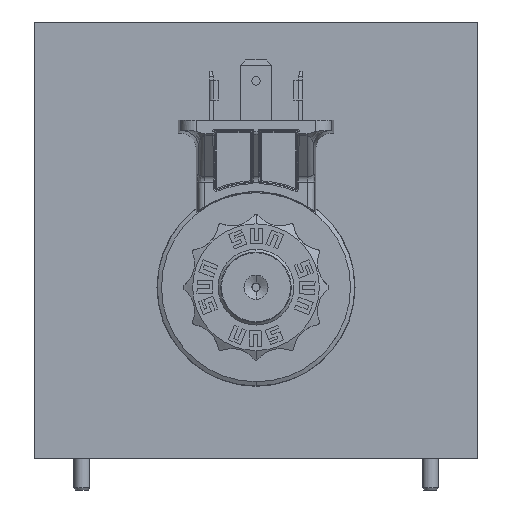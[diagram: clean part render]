
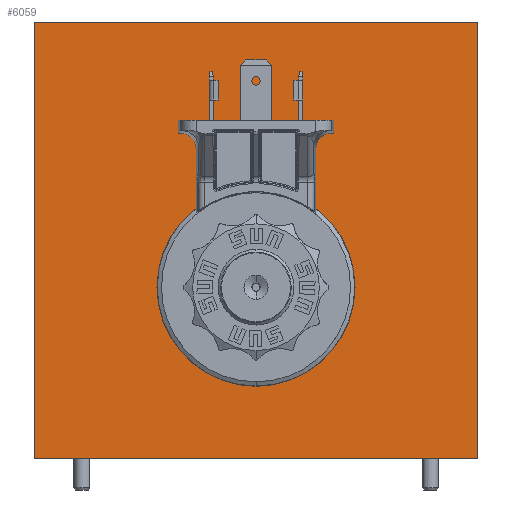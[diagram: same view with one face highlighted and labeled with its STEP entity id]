
A CAD part, front view. The second image highlights one B-rep face of the part: STEP entity #6059.
In plain terms, the highlighted planar face has unit normal (0, -1, 0).
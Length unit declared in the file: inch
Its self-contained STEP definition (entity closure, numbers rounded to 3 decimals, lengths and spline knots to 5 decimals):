
#9=DIRECTION('',(1.,0.,0.));
#10=VECTOR('',#9,3.5);
#11=CARTESIAN_POINT('',(0.,-6.062,0.));
#12=LINE('',#11,#10);
#2404=DIRECTION('',(1.,0.,0.));
#2405=VECTOR('',#2404,3.5);
#2406=CARTESIAN_POINT('',(0.,-6.062,3.445));
#2407=LINE('',#2406,#2405);
#3494=DIRECTION('',(0.,0.,1.));
#3495=VECTOR('',#3494,3.445);
#3496=CARTESIAN_POINT('',(3.5,-6.062,0.));
#3497=LINE('',#3496,#3495);
#3498=DIRECTION('',(0.,0.,1.));
#3499=VECTOR('',#3498,3.445);
#3500=CARTESIAN_POINT('',(0.,-6.062,0.));
#3501=LINE('',#3500,#3499);
#3502=CARTESIAN_POINT('',(1.75,-6.062,1.351));
#3503=DIRECTION('',(0.,1.,0.));
#3504=DIRECTION('',(0.,0.,-1.));
#3505=AXIS2_PLACEMENT_3D('',#3502,#3503,#3504);
#3507=CARTESIAN_POINT('',(1.75,-6.062,1.351));
#3508=DIRECTION('',(0.,1.,0.));
#3509=DIRECTION('',(0.,0.,1.));
#3510=AXIS2_PLACEMENT_3D('',#3507,#3508,#3509);
#3804=CARTESIAN_POINT('',(0.,-6.062,0.));
#3805=CARTESIAN_POINT('',(3.5,-6.062,0.));
#3806=VERTEX_POINT('',#3804);
#3807=VERTEX_POINT('',#3805);
#3808=CARTESIAN_POINT('',(0.,-6.062,3.445));
#3809=CARTESIAN_POINT('',(3.5,-6.062,3.445));
#3810=VERTEX_POINT('',#3808);
#3811=VERTEX_POINT('',#3809);
#3914=CARTESIAN_POINT('',(1.75,-6.062,0.569));
#3915=CARTESIAN_POINT('',(1.75,-6.062,2.133));
#3916=VERTEX_POINT('',#3914);
#3917=VERTEX_POINT('',#3915);
#6041=CARTESIAN_POINT('',(0.,-6.062,0.));
#6042=DIRECTION('',(0.,-1.,0.));
#6043=DIRECTION('',(1.,0.,0.));
#6044=AXIS2_PLACEMENT_3D('',#6041,#6042,#6043);
#6045=PLANE('',#6044);
#6046=ORIENTED_EDGE('',*,*,#4216,.F.);
#6048=ORIENTED_EDGE('',*,*,#6047,.T.);
#6049=ORIENTED_EDGE('',*,*,#5113,.T.);
#6050=ORIENTED_EDGE('',*,*,#6035,.F.);
#6051=EDGE_LOOP('',(#6046,#6048,#6049,#6050));
#6052=FACE_OUTER_BOUND('',#6051,.F.);
#6054=ORIENTED_EDGE('',*,*,#6053,.F.);
#6056=ORIENTED_EDGE('',*,*,#6055,.F.);
#6057=EDGE_LOOP('',(#6054,#6056));
#6058=FACE_BOUND('',#6057,.F.);
#6059=ADVANCED_FACE('',(#6052,#6058),#6045,.T.);
#3506=CIRCLE('',#3505,0.782);
#3511=CIRCLE('',#3510,0.782);
#4216=EDGE_CURVE('',#3806,#3807,#12,.T.);
#5113=EDGE_CURVE('',#3810,#3811,#2407,.T.);
#6035=EDGE_CURVE('',#3807,#3811,#3497,.T.);
#6047=EDGE_CURVE('',#3806,#3810,#3501,.T.);
#6053=EDGE_CURVE('',#3916,#3917,#3506,.T.);
#6055=EDGE_CURVE('',#3917,#3916,#3511,.T.);
